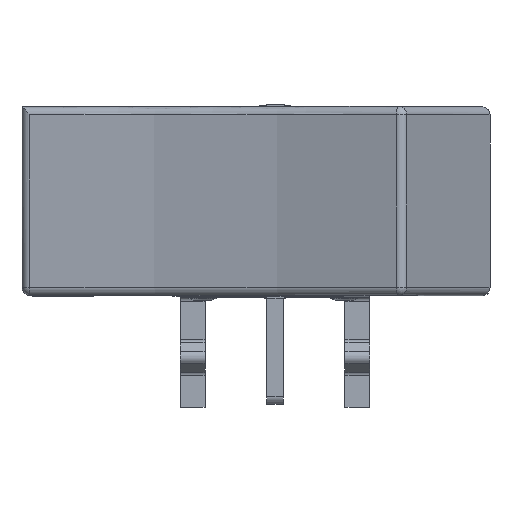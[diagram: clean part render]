
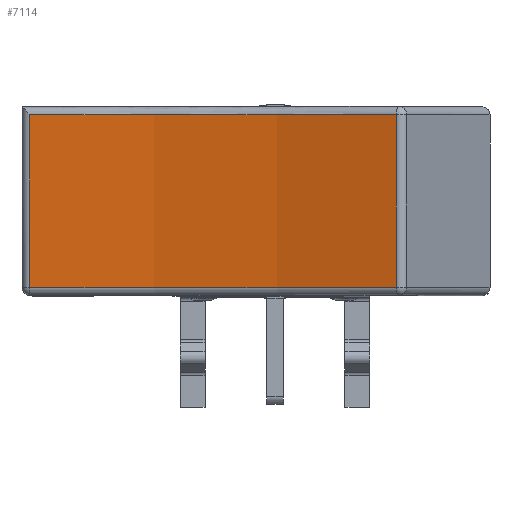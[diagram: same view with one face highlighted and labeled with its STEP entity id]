
A CAD part, top view. The second image highlights one B-rep face of the part: STEP entity #7114.
In plain terms, the highlighted cylindrical face has radius 36.671 mm (diameter 73.342 mm), a partial arc.
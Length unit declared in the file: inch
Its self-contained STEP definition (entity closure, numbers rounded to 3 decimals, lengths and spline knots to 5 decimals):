
#6666=CARTESIAN_POINT('',(0.1475,0.10512,0.74122));
#6667=VERTEX_POINT('',#6666);
#6701=CARTESIAN_POINT('',(0.1475,-0.10512,0.74122));
#6702=VERTEX_POINT('',#6701);
#6745=CARTESIAN_POINT('',(-0.29835,-0.10512,0.64238));
#6746=VERTEX_POINT('',#6745);
#6770=CARTESIAN_POINT('',(-0.38398,-0.10512,2.08359));
#6771=DIRECTION('',(0.0,1.0,0.0));
#6772=DIRECTION('',(0.216,0.0,-0.976));
#6773=AXIS2_PLACEMENT_3D('',#6770,#6771,#6772);
#6774=CIRCLE('',#6773,1.44375);
#6775=EDGE_CURVE('',#6702,#6746,#6774,.T.);
#6802=CARTESIAN_POINT('',(-0.29835,0.10512,0.64238));
#6803=VERTEX_POINT('',#6802);
#6804=CARTESIAN_POINT('',(-0.29835,-0.10512,0.64238));
#6805=DIRECTION('',(0.0,1.0,0.0));
#6806=VECTOR('',#6805,0.21024);
#6807=LINE('',#6804,#6806);
#6808=EDGE_CURVE('',#6746,#6803,#6807,.T.);
#6866=CARTESIAN_POINT('',(0.1475,0.10512,0.74122));
#6867=DIRECTION('',(0.0,-1.0,0.0));
#6868=VECTOR('',#6867,0.21024);
#6869=LINE('',#6866,#6868);
#6870=EDGE_CURVE('',#6667,#6702,#6869,.T.);
#6919=CARTESIAN_POINT('',(-0.38398,0.10512,2.08359));
#6920=DIRECTION('',(0.0,-1.0,0.0));
#6921=DIRECTION('',(0.216,0.0,-0.976));
#6922=AXIS2_PLACEMENT_3D('',#6919,#6920,#6921);
#6923=CIRCLE('',#6922,1.44375);
#6924=EDGE_CURVE('',#6803,#6667,#6923,.T.);
#7103=CARTESIAN_POINT('',(-0.38398,-0.11563,2.08359));
#7104=DIRECTION('',(0.0,1.0,0.0));
#7105=DIRECTION('',(-0.374,0.0,0.927));
#7106=AXIS2_PLACEMENT_3D('',#7103,#7104,#7105);
#7107=CYLINDRICAL_SURFACE('',#7106,1.44375);
#7108=ORIENTED_EDGE('',*,*,#6775,.F.);
#7109=ORIENTED_EDGE('',*,*,#6870,.F.);
#7110=ORIENTED_EDGE('',*,*,#6924,.F.);
#7111=ORIENTED_EDGE('',*,*,#6808,.F.);
#7112=EDGE_LOOP('',(#7108,#7109,#7110,#7111));
#7113=FACE_OUTER_BOUND('',#7112,.T.);
#7114=ADVANCED_FACE('',(#7113),#7107,.F.);
